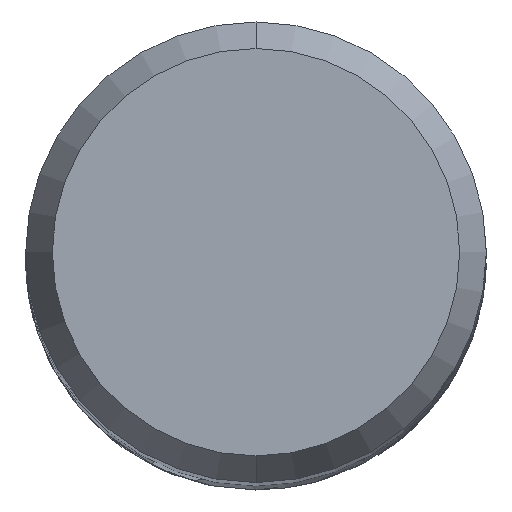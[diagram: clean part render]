
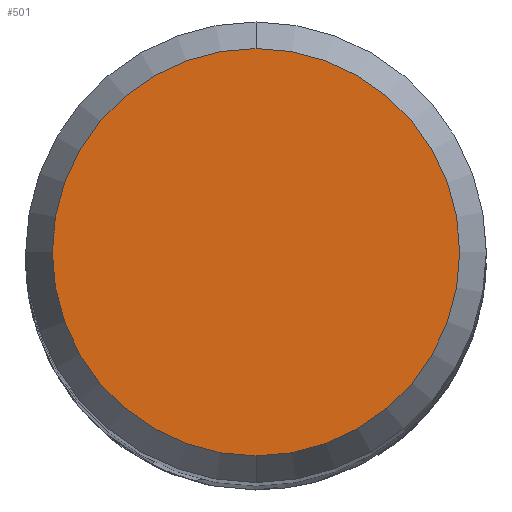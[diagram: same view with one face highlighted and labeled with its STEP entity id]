
A CAD part, top view. The second image highlights one B-rep face of the part: STEP entity #501.
In plain terms, the highlighted planar face has unit normal (0, 0, 1).
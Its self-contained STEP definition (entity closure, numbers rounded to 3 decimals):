
#501=ADVANCED_FACE('',(#1416),#1417,.T.);
#693=EDGE_CURVE('',#1023,#795,#1628,.T.);
#795=VERTEX_POINT('',#1736);
#1023=VERTEX_POINT('',#1986);
#1165=EDGE_CURVE('',#795,#1023,#2142,.T.);
#1416=FACE_OUTER_BOUND('',#2504,.T.);
#1417=PLANE('',#2505);
#1628=CIRCLE('',#4573,4.423);
#1736=CARTESIAN_POINT('',(0.0,4.423,0.0));
#1986=CARTESIAN_POINT('',(0.,-4.423,0.0));
#2142=CIRCLE('',#10890,4.423);
#2504=EDGE_LOOP('',(#12722,#12723));
#2505=AXIS2_PLACEMENT_3D('',#12724,#12725,#12726);
#4573=AXIS2_PLACEMENT_3D('',#12962,#12963,#12964);
#10890=AXIS2_PLACEMENT_3D('',#13420,#13421,#13422);
#12722=ORIENTED_EDGE('',*,*,#1165,.F.);
#12723=ORIENTED_EDGE('',*,*,#693,.F.);
#12724=CARTESIAN_POINT('',(0.0,2.211,0.0));
#12725=DIRECTION('',(-0.0,0.0,1.0));
#12726=DIRECTION('',(0.0,-1.0,0.0));
#12962=CARTESIAN_POINT('',(0.0,0.0,0.0));
#12963=DIRECTION('',(0.0,0.0,-1.0));
#12964=DIRECTION('',(0.0,1.0,0.0));
#13420=CARTESIAN_POINT('',(0.0,0.0,0.0));
#13421=DIRECTION('',(0.0,0.0,-1.0));
#13422=DIRECTION('',(0.0,1.0,0.0));
